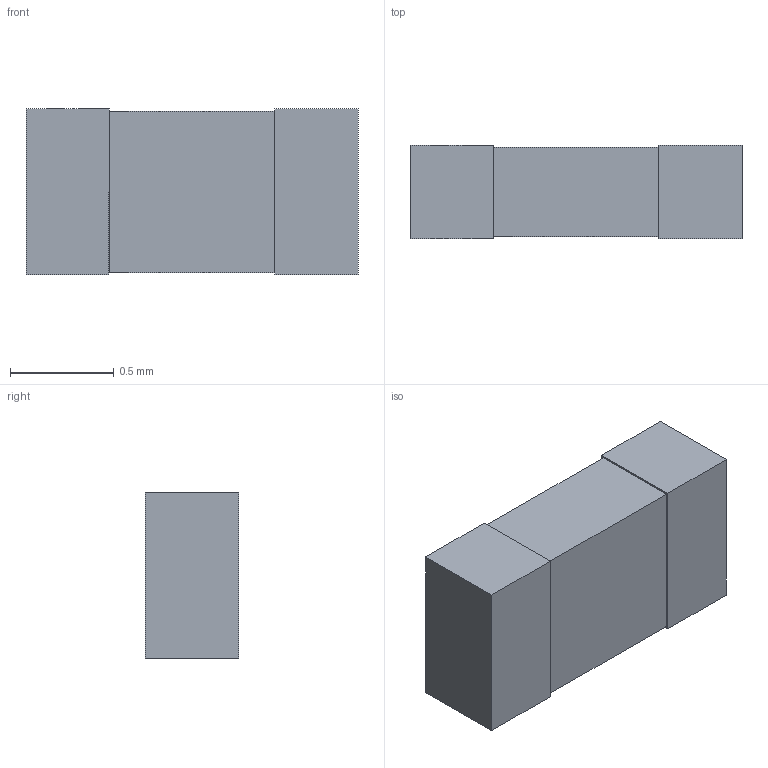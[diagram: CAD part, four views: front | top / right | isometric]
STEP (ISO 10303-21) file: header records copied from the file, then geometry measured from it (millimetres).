
FILE_DESCRIPTION (( 'STEP AP214' ), '1' );
FILE_NAME ('C0603.STEP', '2012-04-25T13:32:56', ( 'peo' ), ( 'tfsp' ), 'SwSTEP 2.0', 'SolidWorks 2008', '' );
FILE_SCHEMA (( 'AUTOMOTIVE_DESIGN' ));
Length unit declared in the file: millimetre
Products named in the file (1): C0603
Bounding box: 1.6 x 0.45 x 0.8 mm (x, y, z)
Volume: 0.6 mm3; surface area: 4.7 mm2
Topology: 1 solids, 1 shells, 82 faces, 210 edges, 140 vertices
Faces by surface type: bspline 50, plane 32
Entity records: 6381 total; most frequent: CARTESIAN_POINT 3827, ORIENTED_EDGE 420, EDGE_CURVE 210, DIRECTION 176, VERTEX_POINT 140, VECTOR 110, LINE 110, B_SPLINE_CURVE_WITH_KNOTS 100
